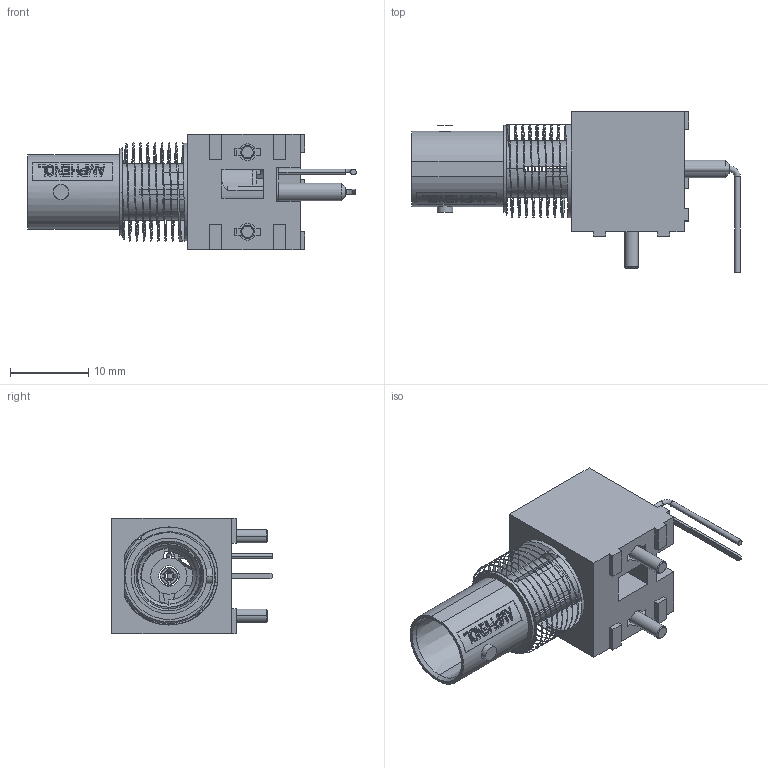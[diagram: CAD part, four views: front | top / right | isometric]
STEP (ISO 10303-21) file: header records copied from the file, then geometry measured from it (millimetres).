
FILE_DESCRIPTION((''),'2;1');
FILE_NAME('31-5431_SW0001','2009-09-17T',('Administrator'),(''),'PRO/ENGINEER BY PARAMETRIC TECHNOLOGY CORPORATION, 2008010','PRO/ENGINEER BY PARAMETRIC TECHNOLOGY CORPORATION, 2008010','');
FILE_SCHEMA(('CONFIG_CONTROL_DESIGN'));
Length unit declared in the file: inch
Products named in the file (1): 31-5431_SW0001
Bounding box: 41.91 x 20.47 x 14.73 mm (x, y, z)
Surface area: 2815.1 mm2 (no closed solid volume)
Topology: 0 solids, 38 shells, 164 faces, 1095 edges, 968 vertices
Faces by surface type: plane 88, cylinder 54, cone 21, torus 1
Entity records: 11774 total; most frequent: CARTESIAN_POINT 4211, DIRECTION 1358, ORIENTED_EDGE 1348, EDGE_CURVE 1095, VERTEX_POINT 968, VECTOR 468, LINE 468, AXIS2_PLACEMENT_3D 445
